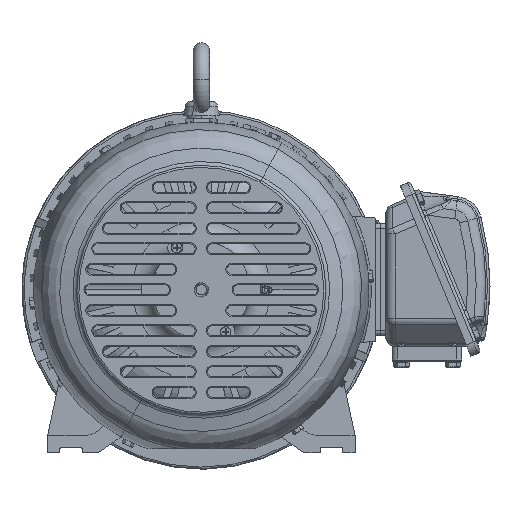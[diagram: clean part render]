
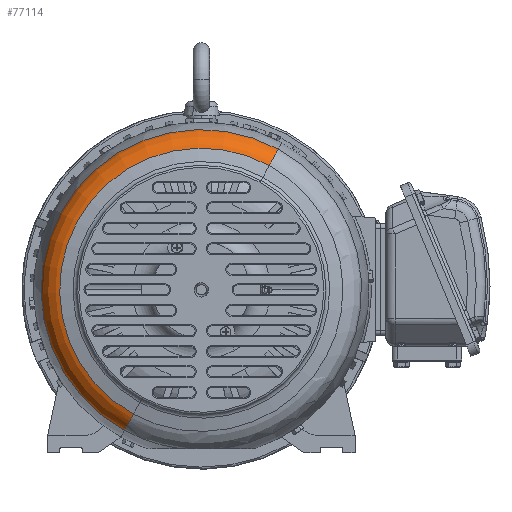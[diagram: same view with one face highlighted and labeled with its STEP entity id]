
A CAD part, front view. The second image highlights one B-rep face of the part: STEP entity #77114.
In plain terms, the highlighted toroidal (fillet/blend) face has major radius 131.478 mm and minor radius 26 mm.
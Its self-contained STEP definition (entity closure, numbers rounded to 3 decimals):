
#77043=CARTESIAN_POINT('Vertex',(-74.953,-274.855,-137.201)) ;
#77058=CARTESIAN_POINT('Axis2P3D Location',(0.,-267.245,0.)) ;
#77067=CARTESIAN_POINT('Vertex',(74.953,-274.855,137.201)) ;
#77070=CARTESIAN_POINT('Axis2P3D Location',(63.034,-267.245,115.383)) ;
#77074=CARTESIAN_POINT('Vertex',(66.26,-292.359,121.289)) ;
#77081=CARTESIAN_POINT('Vertex',(-66.26,-292.359,-121.289)) ;
#77084=CARTESIAN_POINT('Axis2P3D Location',(-63.034,-267.245,-115.383)) ;
#77098=CARTESIAN_POINT('Axis2P3D Location',(0.,-274.855,0.)) ;
#77103=CARTESIAN_POINT('Axis2P3D Location',(0.,-292.359,0.)) ;
#77059=DIRECTION('Axis2P3D Direction',(0.,1.,0.)) ;
#77060=DIRECTION('Axis2P3D XDirection',(0.479,0.,0.878)) ;
#77071=DIRECTION('Axis2P3D Direction',(-0.878,0.,0.479)) ;
#77085=DIRECTION('Axis2P3D Direction',(0.878,0.,-0.479)) ;
#77099=DIRECTION('Axis2P3D Direction',(-0.,1.,0.)) ;
#77104=DIRECTION('Axis2P3D Direction',(-0.,1.,0.)) ;
#77061=AXIS2_PLACEMENT_3D('Torus Axis2P3D',#77058,#77059,#77060) ;
#77072=AXIS2_PLACEMENT_3D('Circle Axis2P3D',#77070,#77071,$) ;
#77086=AXIS2_PLACEMENT_3D('Circle Axis2P3D',#77084,#77085,$) ;
#77100=AXIS2_PLACEMENT_3D('Circle Axis2P3D',#77098,#77099,$) ;
#77105=AXIS2_PLACEMENT_3D('Circle Axis2P3D',#77103,#77104,$) ;
#77109=ORIENTED_EDGE('',*,*,#77102,.F.) ;
#77110=ORIENTED_EDGE('',*,*,#77088,.T.) ;
#77111=ORIENTED_EDGE('',*,*,#77107,.T.) ;
#77112=ORIENTED_EDGE('',*,*,#77076,.F.) ;
#77114=ADVANCED_FACE('31407C370.1',(#77113),#77062,.T.) ;
#77073=CIRCLE('generated circle',#77072,26.) ;
#77087=CIRCLE('generated circle',#77086,26.) ;
#77101=CIRCLE('generated circle',#77100,156.34) ;
#77106=CIRCLE('generated circle',#77105,138.208) ;
#77062=TOROIDAL_SURFACE('homeo Torus',#77061,131.478,26.) ;
#77076=EDGE_CURVE('',#77068,#77075,#77073,.F.) ;
#77088=EDGE_CURVE('',#77044,#77082,#77087,.F.) ;
#77102=EDGE_CURVE('',#77044,#77068,#77101,.T.) ;
#77107=EDGE_CURVE('',#77082,#77075,#77106,.T.) ;
#77108=EDGE_LOOP('',(#77109,#77110,#77111,#77112)) ;
#77113=FACE_OUTER_BOUND('',#77108,.T.) ;
#77044=VERTEX_POINT('',#77043) ;
#77068=VERTEX_POINT('',#77067) ;
#77075=VERTEX_POINT('',#77074) ;
#77082=VERTEX_POINT('',#77081) ;
